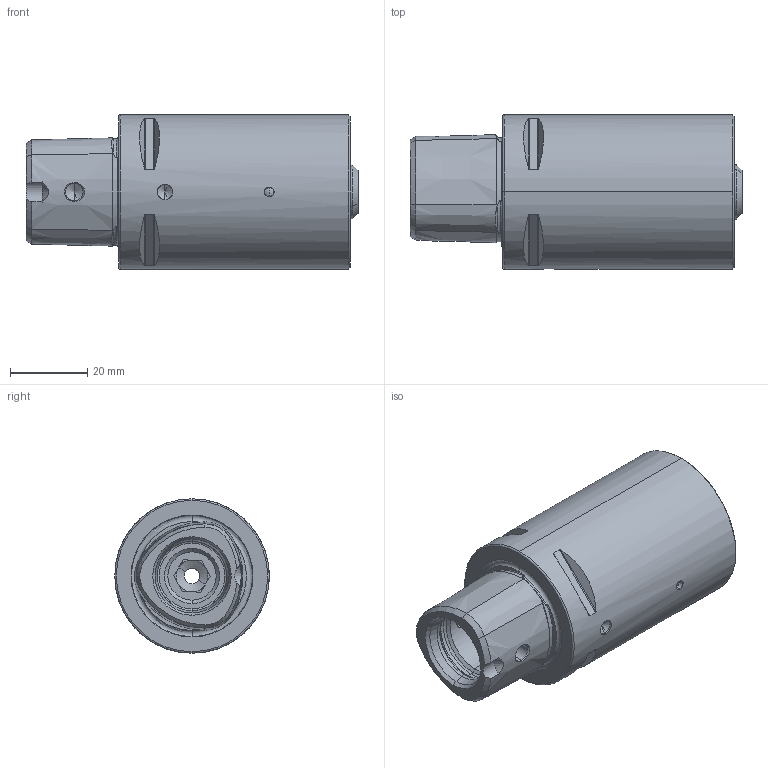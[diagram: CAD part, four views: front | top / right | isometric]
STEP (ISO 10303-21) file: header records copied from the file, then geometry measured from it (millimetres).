
FILE_DESCRIPTION (( 'STEP AP214' ), '1' );
FILE_NAME ('PS4.PS4.K01.060.STEP', '2020-09-16T10:09:46', ( '' ), ( '' ), 'SwSTEP 2.0', 'SolidWorks 2017', '' );
FILE_SCHEMA (( 'AUTOMOTIVE_DESIGN' ));
Length unit declared in the file: millimetre
Products named in the file (5): PS4.PS4.K01.060; PS4-ER2.001.017_A; PS4-PS4.K01.060_B; PS4-ER1.K01.047_A_PreviewCfg; ISO 8745-2.5x8_PreviewCfg
Assembly tree (4 placements, depth 2):
  PS4.PS4.K01.060
    PS4-PS4.K01.060_B
    PS4-ER1.K01.047_A_PreviewCfg
    PS4-ER2.001.017_A
    ISO 8745-2.5x8_PreviewCfg
Bounding box: 86 x 40 x 40 mm (x, y, z)
Volume: 69328 mm3; surface area: 24014.8 mm2
Topology: 4 solids, 4 shells, 247 faces, 573 edges, 338 vertices
Faces by surface type: cone 74, torus 60, cylinder 56, plane 53, sphere 4
Entity records: 7953 total; most frequent: CARTESIAN_POINT 2061, DIRECTION 1265, ORIENTED_EDGE 1138, EDGE_CURVE 569, AXIS2_PLACEMENT_3D 542, VERTEX_POINT 338, CIRCLE 288, EDGE_LOOP 267
